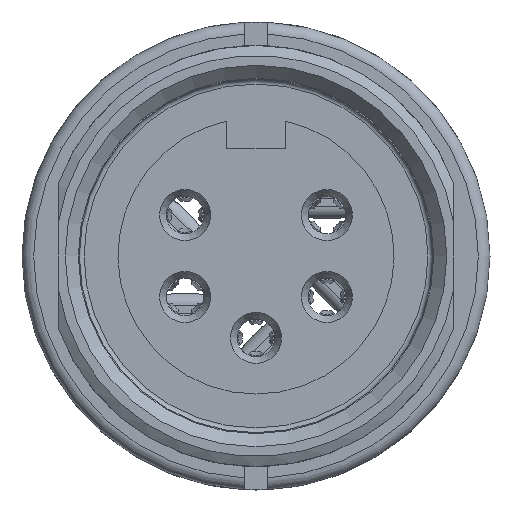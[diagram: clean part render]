
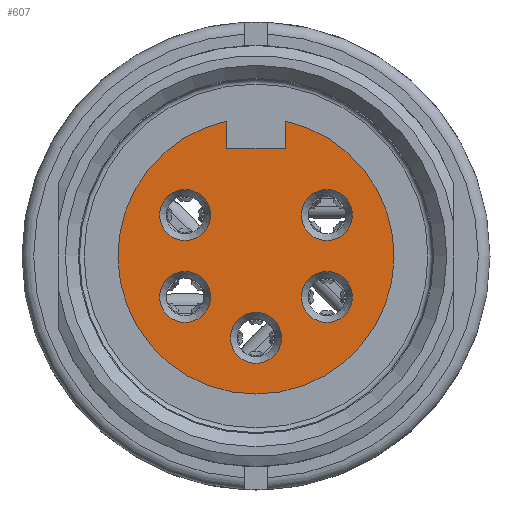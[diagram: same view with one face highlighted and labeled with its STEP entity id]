
A CAD part, left-side view. The second image highlights one B-rep face of the part: STEP entity #607.
In plain terms, the highlighted planar face has unit normal (-1, 0, 0).
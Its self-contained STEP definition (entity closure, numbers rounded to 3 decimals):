
#167=FACE_BOUND('',#1235,.T.);
#168=FACE_BOUND('',#1236,.T.);
#169=FACE_BOUND('',#1237,.T.);
#170=FACE_BOUND('',#1238,.T.);
#171=FACE_BOUND('',#1239,.T.);
#172=FACE_BOUND('',#1240,.T.);
#254=PLANE('',#5229);
#607=ADVANCED_FACE('',(#167,#168,#169,#170,#171,#172),#254,.T.);
#1235=EDGE_LOOP('',(#2416));
#1236=EDGE_LOOP('',(#2417));
#1237=EDGE_LOOP('',(#2418));
#1238=EDGE_LOOP('',(#2419));
#1239=EDGE_LOOP('',(#2420));
#1240=EDGE_LOOP('',(#2421,#2422,#2423,#2424));
#1579=LINE('',#7367,#1908);
#1582=LINE('',#7373,#1911);
#1584=LINE('',#7377,#1913);
#1908=VECTOR('',#5883,1.);
#1911=VECTOR('',#5888,1.);
#1913=VECTOR('',#5892,1.);
#2416=ORIENTED_EDGE('',*,*,#4283,.T.);
#2417=ORIENTED_EDGE('',*,*,#4284,.T.);
#2418=ORIENTED_EDGE('',*,*,#4285,.T.);
#2419=ORIENTED_EDGE('',*,*,#4286,.T.);
#2420=ORIENTED_EDGE('',*,*,#4287,.T.);
#2421=ORIENTED_EDGE('',*,*,#4280,.T.);
#2422=ORIENTED_EDGE('',*,*,#4275,.T.);
#2423=ORIENTED_EDGE('',*,*,#4281,.F.);
#2424=ORIENTED_EDGE('',*,*,#4278,.T.);
#3741=VERTEX_POINT('',#7366);
#3742=VERTEX_POINT('',#7368);
#3743=VERTEX_POINT('',#7372);
#3744=VERTEX_POINT('',#7374);
#3746=VERTEX_POINT('',#7385);
#3747=VERTEX_POINT('',#7387);
#3748=VERTEX_POINT('',#7389);
#3749=VERTEX_POINT('',#7391);
#3750=VERTEX_POINT('',#7393);
#4275=EDGE_CURVE('',#3742,#3741,#1579,.T.);
#4278=EDGE_CURVE('',#3744,#3743,#1582,.T.);
#4280=EDGE_CURVE('',#3743,#3742,#1584,.T.);
#4281=EDGE_CURVE('',#3744,#3741,#4942,.T.);
#4283=EDGE_CURVE('',#3746,#3746,#4944,.T.);
#4284=EDGE_CURVE('',#3747,#3747,#4945,.T.);
#4285=EDGE_CURVE('',#3748,#3748,#4946,.T.);
#4286=EDGE_CURVE('',#3749,#3749,#4947,.T.);
#4287=EDGE_CURVE('',#3750,#3750,#4948,.T.);
#4942=CIRCLE('',#5220,5.9);
#4944=CIRCLE('',#5224,1.089);
#4945=CIRCLE('',#5225,1.089);
#4946=CIRCLE('',#5226,1.089);
#4947=CIRCLE('',#5227,1.089);
#4948=CIRCLE('',#5228,1.089);
#5220=AXIS2_PLACEMENT_3D('',#7379,#5895,#5896);
#5224=AXIS2_PLACEMENT_3D('',#7384,#5903,#5904);
#5225=AXIS2_PLACEMENT_3D('',#7386,#5905,#5906);
#5226=AXIS2_PLACEMENT_3D('',#7388,#5907,#5908);
#5227=AXIS2_PLACEMENT_3D('',#7390,#5909,#5910);
#5228=AXIS2_PLACEMENT_3D('',#7392,#5911,#5912);
#5229=AXIS2_PLACEMENT_3D('',#7394,#5913,#5914);
#5883=DIRECTION('',(0.,0.,1.));
#5888=DIRECTION('',(0.,0.,-1.));
#5892=DIRECTION('',(0.,1.,0.));
#5895=DIRECTION('',(1.,0.,0.));
#5896=DIRECTION('',(0.,1.,0.));
#5903=DIRECTION('',(1.,0.,0.));
#5904=DIRECTION('',(0.,-1.,0.));
#5905=DIRECTION('',(1.,0.,0.));
#5906=DIRECTION('',(0.,-1.,0.));
#5907=DIRECTION('',(1.,0.,0.));
#5908=DIRECTION('',(0.,-1.,0.));
#5909=DIRECTION('',(1.,0.,0.));
#5910=DIRECTION('',(0.,-1.,0.));
#5911=DIRECTION('',(1.,0.,0.));
#5912=DIRECTION('',(0.,-1.,0.));
#5913=DIRECTION('',(-1.,0.,0.));
#5914=DIRECTION('',(0.,-1.,0.));
#7366=CARTESIAN_POINT('',(-0.3,1.25,5.766));
#7367=CARTESIAN_POINT('',(-0.3,1.25,4.6));
#7368=CARTESIAN_POINT('',(-0.3,1.25,4.6));
#7372=CARTESIAN_POINT('',(-0.3,-1.25,4.6));
#7373=CARTESIAN_POINT('',(-0.3,-1.25,5.766));
#7374=CARTESIAN_POINT('',(-0.3,-1.25,5.766));
#7377=CARTESIAN_POINT('',(-0.3,-1.25,4.6));
#7379=CARTESIAN_POINT('',(-0.3,0.,0.));
#7384=CARTESIAN_POINT('',(-0.3,-3.03,1.75));
#7385=CARTESIAN_POINT('',(-0.3,-4.119,1.75));
#7386=CARTESIAN_POINT('',(-0.3,3.03,1.75));
#7387=CARTESIAN_POINT('',(-0.3,1.941,1.75));
#7388=CARTESIAN_POINT('',(-0.3,-3.03,-1.75));
#7389=CARTESIAN_POINT('',(-0.3,-4.119,-1.75));
#7390=CARTESIAN_POINT('',(-0.3,3.03,-1.75));
#7391=CARTESIAN_POINT('',(-0.3,1.941,-1.75));
#7392=CARTESIAN_POINT('',(-0.3,0.,-3.5));
#7393=CARTESIAN_POINT('',(-0.3,-1.089,-3.5));
#7394=CARTESIAN_POINT('',(-0.3,0.,0.));
